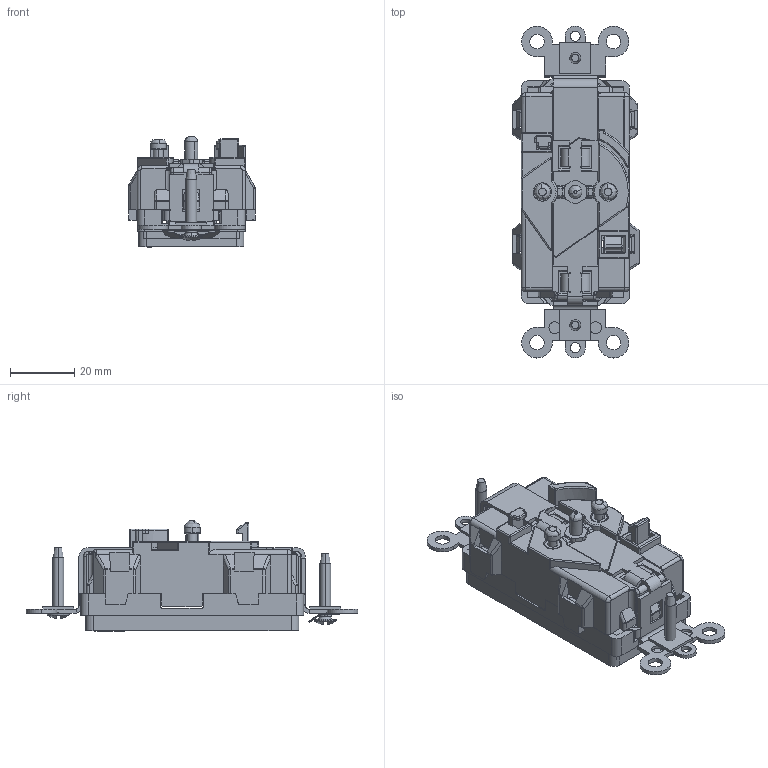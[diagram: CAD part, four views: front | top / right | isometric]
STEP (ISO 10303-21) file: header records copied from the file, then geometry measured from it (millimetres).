
FILE_DESCRIPTION (( 'STEP AP214' ), '1' );
FILE_NAME ('CATSTD-M1636-PLX-M01.STEP', '2020-09-30T13:57:41', ( '' ), ( '' ), 'SwSTEP 2.0', 'SolidWorks 2020', '' );
FILE_SCHEMA (( 'AUTOMOTIVE_DESIGN' ));
Length unit declared in the file: inch
Products named in the file (1): CATSTD-M1636-PLX-M01
Bounding box: 39.34 x 103.25 x 34.5 mm (x, y, z)
Volume: 21753.8 mm3; surface area: 26815.1 mm2
Topology: 12 solids, 19 shells, 2257 faces, 6266 edges, 4072 vertices
Faces by surface type: plane 1649, cylinder 429, bspline 126, cone 48, torus 4, sphere 1
Entity records: 105648 total; most frequent: CARTESIAN_POINT 20235, ORIENTED_EDGE 12494, DIRECTION 10287, EDGE_CURVE 6247, LINE 4813, VECTOR 4813, VERTEX_POINT 4071, AXIS2_PLACEMENT_3D 2737
